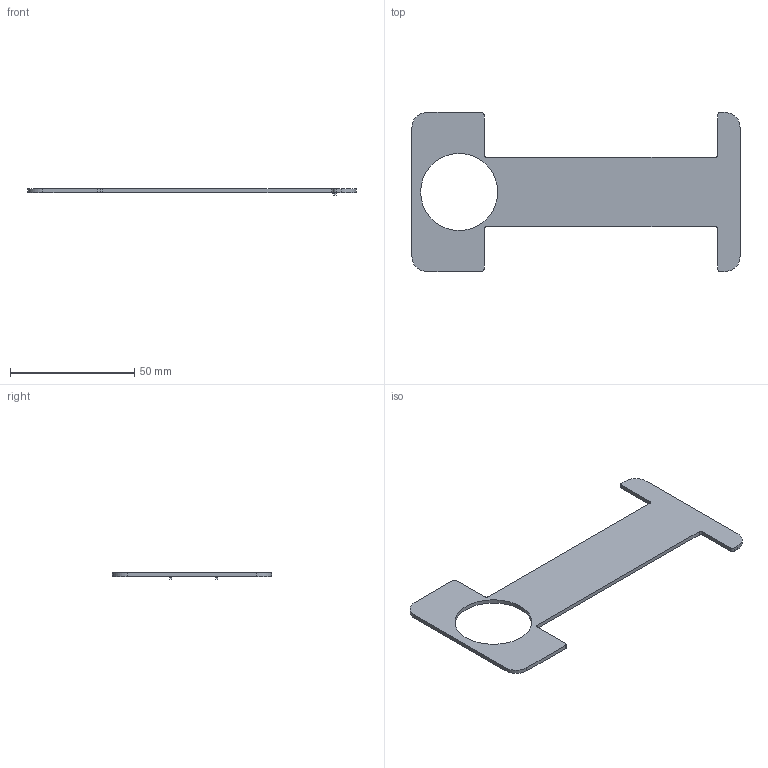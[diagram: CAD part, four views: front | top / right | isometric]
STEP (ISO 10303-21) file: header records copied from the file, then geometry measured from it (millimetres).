
FILE_DESCRIPTION(('KiCad electronic assembly'),'2;1');
FILE_NAME('face.step','2022-08-29T23:31:43',('An Author'),('A Company'), 'Open CASCADE STEP processor 6.9','KiCad to STEP converter','Unknown' );
FILE_SCHEMA(('AUTOMOTIVE_DESIGN { 1 0 10303 214 1 1 1 1 }'));
Length unit declared in the file: millimetre
Products named in the file (4): Open CASCADE STEP translator 6.9 1; LED_0603_1608Metric; SOLID; COMPOUND
Assembly tree (4 placements, depth 3):
  Open CASCADE STEP translator 6.9 1
    LED_0603_1608Metric  x2
      SOLID
    COMPOUND
Bounding box: 132 x 64 x 2.75 mm (x, y, z)
Volume: 6847.5 mm3; surface area: 9446.9 mm2
Topology: 3 solids, 3 shells, 127 faces, 341 edges, 222 vertices
Faces by surface type: plane 98, cylinder 29
Full cylindrical faces by diameter (mm): 31 x1
Entity records: 5575 total; most frequent: CARTESIAN_POINT 890, DIRECTION 822, LINE 540, VECTOR 540, ORIENTED_EDGE 416, PCURVE 416, DEFINITIONAL_REPRESENTATION 416, EDGE_CURVE 208
